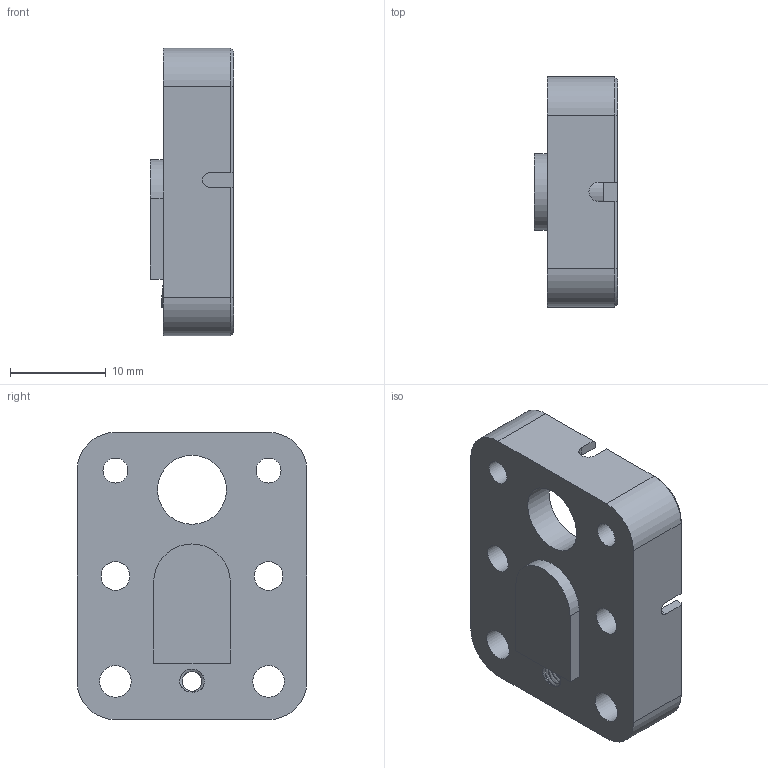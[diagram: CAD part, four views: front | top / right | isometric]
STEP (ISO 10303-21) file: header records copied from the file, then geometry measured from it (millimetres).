
FILE_DESCRIPTION(/* description */ (''),/* implementation_level */ '2;1');
FILE_NAME(/* name */ 'MFM_enc_lid.stp',/* time_stamp */ '2021-07-31T11:39:39+02:00',/* author */ ('Joel'),/* organization */ (''),/* preprocessor_version */ 'ST-DEVELOPER v18',/* originating_system */ 'Autodesk Inventor 2020',/* authorisation */ '');
FILE_SCHEMA (('AUTOMOTIVE_DESIGN { 1 0 10303 214 3 1 1 }'));
Length unit declared in the file: millimetre
Products named in the file (1): MFM_enc_lid
Bounding box: 8.7 x 24 x 30 mm (x, y, z)
Volume: 2639.8 mm3; surface area: 2777 mm2
Topology: 1 solids, 1 shells, 99 faces, 311 edges, 215 vertices
Faces by surface type: cylinder 56, plane 35, bspline 4, cone 4
Full cylindrical faces by diameter (mm): 2.075 x13, 2.58 x12, 2.6 x2, 3 x2, 3.3 x2, 7.2 x1
Entity records: 10933 total; most frequent: CARTESIAN_POINT 8197, ORIENTED_EDGE 622, DIRECTION 478, EDGE_CURVE 311, VERTEX_POINT 215, AXIS2_PLACEMENT_3D 163, LINE 152, VECTOR 152
